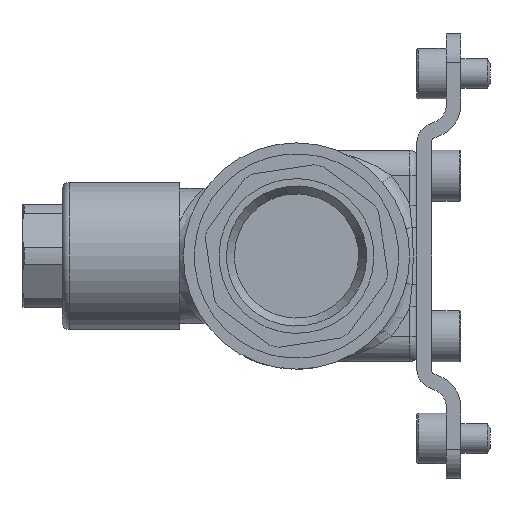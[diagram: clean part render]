
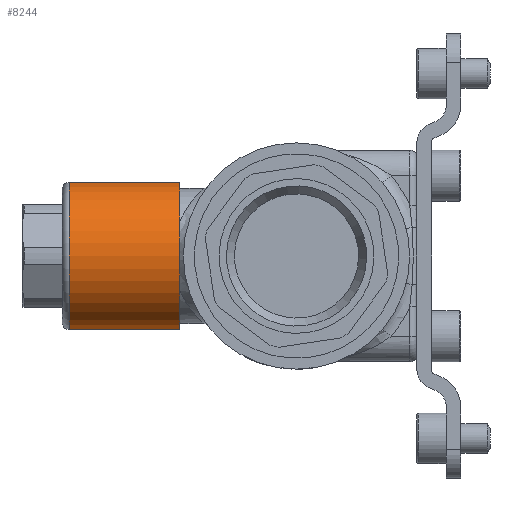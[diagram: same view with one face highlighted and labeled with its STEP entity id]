
A CAD part, left-side view. The second image highlights one B-rep face of the part: STEP entity #8244.
In plain terms, the highlighted cylindrical face has radius 10.1 mm (diameter 20.2 mm), a full revolution.
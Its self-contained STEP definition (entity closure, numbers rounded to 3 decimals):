
#535=CYLINDRICAL_SURFACE('',#8926,10.1);
#1031=LINE('',#25050,#1562);
#1562=VECTOR('',#10710,10.1);
#2116=FACE_OUTER_BOUND('',#2621,.T.);
#2621=EDGE_LOOP('',(#7305,#7306,#7307,#7308,#7309,#7310));
#3012=CIRCLE('',#8927,10.1);
#3013=CIRCLE('',#8928,10.1);
#3014=CIRCLE('',#8929,10.1);
#3015=CIRCLE('',#8930,10.1);
#3822=VERTEX_POINT('',#25046);
#3823=VERTEX_POINT('',#25047);
#3824=VERTEX_POINT('',#25049);
#3825=VERTEX_POINT('',#25051);
#5012=EDGE_CURVE('',#3822,#3823,#3012,.T.);
#5013=EDGE_CURVE('',#3823,#3824,#1031,.T.);
#5014=EDGE_CURVE('',#3824,#3825,#3013,.T.);
#5015=EDGE_CURVE('',#3825,#3824,#3014,.T.);
#5016=EDGE_CURVE('',#3823,#3822,#3015,.T.);
#7305=ORIENTED_EDGE('',*,*,#5012,.T.);
#7306=ORIENTED_EDGE('',*,*,#5013,.T.);
#7307=ORIENTED_EDGE('',*,*,#5014,.T.);
#7308=ORIENTED_EDGE('',*,*,#5015,.T.);
#7309=ORIENTED_EDGE('',*,*,#5013,.F.);
#7310=ORIENTED_EDGE('',*,*,#5016,.T.);
#8244=ADVANCED_FACE('',(#2116),#535,.T.);
#8926=AXIS2_PLACEMENT_3D('',#25045,#10706,#10707);
#8927=AXIS2_PLACEMENT_3D('',#25048,#10708,#10709);
#8928=AXIS2_PLACEMENT_3D('',#25052,#10711,#10712);
#8929=AXIS2_PLACEMENT_3D('',#25053,#10713,#10714);
#8930=AXIS2_PLACEMENT_3D('',#25054,#10715,#10716);
#10706=DIRECTION('center_axis',(0.,-1.,0.));
#10707=DIRECTION('ref_axis',(0.,0.,-1.));
#10708=DIRECTION('center_axis',(0.,1.,0.));
#10709=DIRECTION('ref_axis',(0.,0.,1.));
#10710=DIRECTION('',(0.,1.,0.));
#10711=DIRECTION('center_axis',(0.,-1.,0.));
#10712=DIRECTION('ref_axis',(0.,0.,1.));
#10713=DIRECTION('center_axis',(0.,-1.,0.));
#10714=DIRECTION('ref_axis',(0.,0.,1.));
#10715=DIRECTION('center_axis',(0.,1.,0.));
#10716=DIRECTION('ref_axis',(0.,0.,1.));
#25045=CARTESIAN_POINT('Origin',(0.,37.6,0.));
#25046=CARTESIAN_POINT('',(0.,16.,-10.1));
#25047=CARTESIAN_POINT('',(0.,16.,10.1));
#25048=CARTESIAN_POINT('Origin',(0.,16.,0.));
#25049=CARTESIAN_POINT('',(0.,31.1,10.1));
#25050=CARTESIAN_POINT('',(0.,37.6,10.1));
#25051=CARTESIAN_POINT('',(0.,31.1,-10.1));
#25052=CARTESIAN_POINT('Origin',(0.,31.1,0.));
#25053=CARTESIAN_POINT('Origin',(0.,31.1,0.));
#25054=CARTESIAN_POINT('Origin',(0.,16.,0.));
